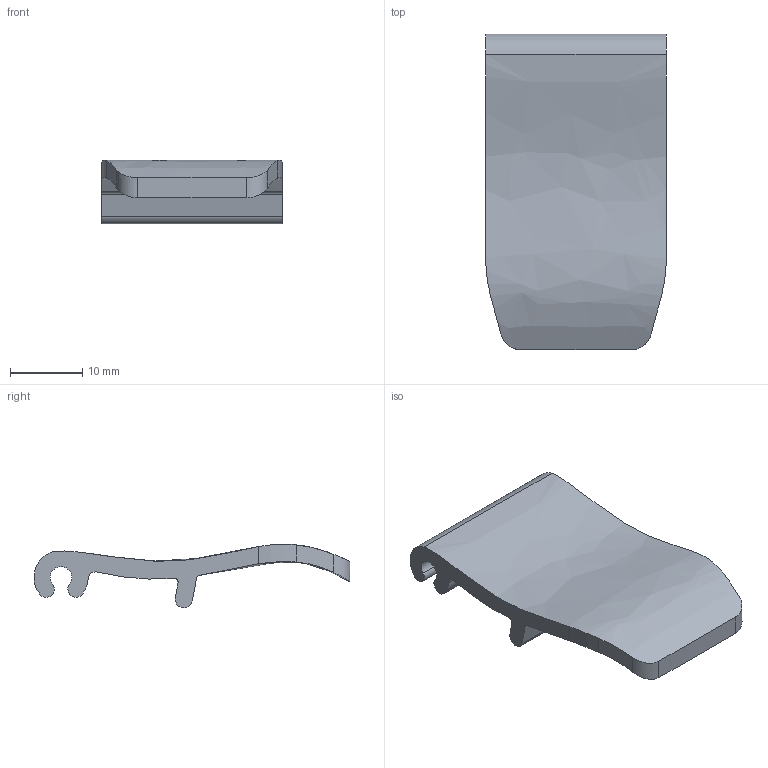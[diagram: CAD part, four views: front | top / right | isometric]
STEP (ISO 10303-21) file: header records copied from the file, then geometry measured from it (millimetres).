
FILE_DESCRIPTION (( 'STEP AP214' ), '1' );
FILE_NAME ('Boîtier_loquets.STEP', '2020-11-02T10:15:51', ( '' ), ( '' ), 'SwSTEP 2.0', 'SolidWorks 2020', '' );
FILE_SCHEMA (( 'AUTOMOTIVE_DESIGN' ));
Length unit declared in the file: millimetre
Products named in the file (1): Boîtier_loquets
Bounding box: 25 x 43.75 x 8.79 mm (x, y, z)
Volume: 3193.1 mm3; surface area: 2995.5 mm2
Topology: 1 solids, 1 shells, 27 faces, 75 edges, 50 vertices
Faces by surface type: cylinder 17, plane 7, bspline 3
Entity records: 1009 total; most frequent: CARTESIAN_POINT 298, ORIENTED_EDGE 150, DIRECTION 133, EDGE_CURVE 75, AXIS2_PLACEMENT_3D 51, VERTEX_POINT 50, VECTOR 31, LINE 31
